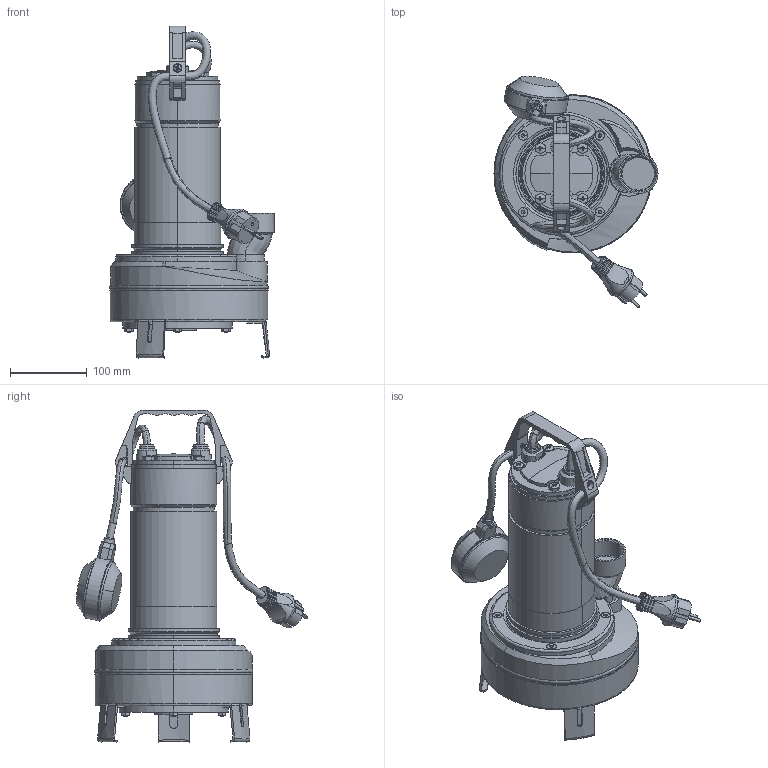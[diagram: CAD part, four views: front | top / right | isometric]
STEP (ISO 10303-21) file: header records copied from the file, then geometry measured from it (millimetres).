
FILE_DESCRIPTION (( 'STEP AP203' ), '1' );
FILE_NAME ('4_93_490_02_REV00.step', '2023-04-14T14:44:30', ( '' ), ( '' ), 'SwSTEP 2.0', 'SolidWorks 2020', '' );
FILE_SCHEMA (( 'CONFIG_CONTROL_DESIGN' ));
Length unit declared in the file: millimetre
Products named in the file (2): Copia di 62052^4_93_490_02_REV00; 4_93_490_02_REV00
Assembly tree (1 placements, depth 2):
  4_93_490_02_REV00
    Copia di 62052^4_93_490_02_REV00
Bounding box: 213.75 x 301.42 x 432.38 mm (x, y, z)
Volume: 5548636.7 mm3; surface area: 456428.6 mm2
Topology: 33 solids, 33 shells, 1338 faces, 3442 edges, 2217 vertices
Faces by surface type: plane 623, cylinder 358, cone 236, bspline 70, torus 33, sphere 18
Entity records: 69794 total; most frequent: CARTESIAN_POINT 37842, ORIENTED_EDGE 6860, DIRECTION 6295, EDGE_CURVE 3430, AXIS2_PLACEMENT_3D 2357, VERTEX_POINT 2215, VECTOR 1581, LINE 1581
